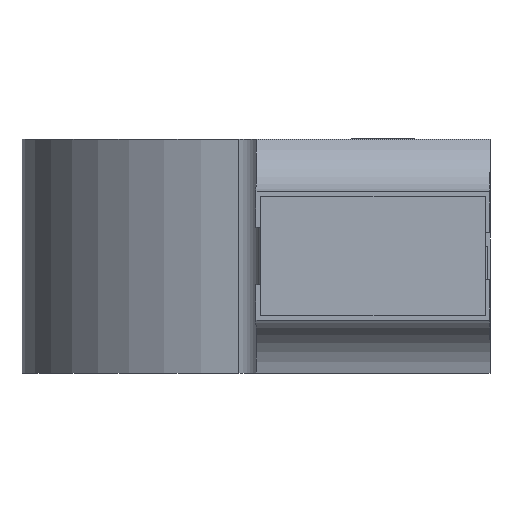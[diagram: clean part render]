
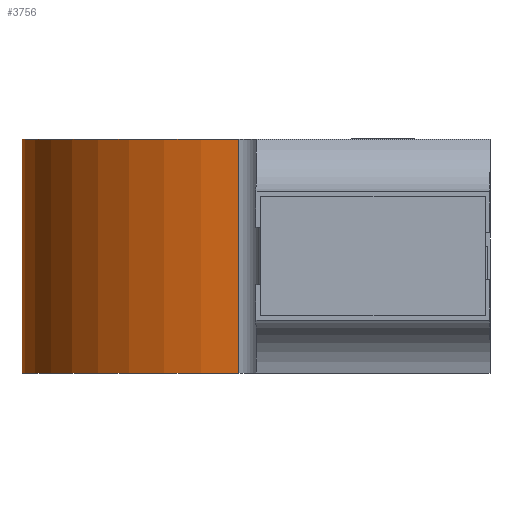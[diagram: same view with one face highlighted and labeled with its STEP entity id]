
A CAD part, left-side view. The second image highlights one B-rep face of the part: STEP entity #3756.
In plain terms, the highlighted cylindrical face has radius 1 mm (diameter 2 mm), a partial arc.
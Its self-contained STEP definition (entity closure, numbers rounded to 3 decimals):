
#853 = AXIS2_PLACEMENT_3D ( 'NONE', #12898, #8051, #12588 ) ;
#894 = CARTESIAN_POINT ( 'NONE',  ( 0.998, 0.573, 1. ) ) ;
#1680 = AXIS2_PLACEMENT_3D ( 'NONE', #12763, #7106, #5103 ) ;
#2782 = CIRCLE ( 'NONE', #853, 1. ) ;
#3756 = ADVANCED_FACE ( 'NONE', ( #12777 ), #3807, .T. ) ;
#3807 = CYLINDRICAL_SURFACE ( 'NONE', #7424, 1. ) ;
#4074 = CIRCLE ( 'NONE', #1680, 1. ) ;
#4389 = CARTESIAN_POINT ( 'NONE',  ( -0.998, 0.573, 1. ) ) ;
#5103 = DIRECTION ( 'NONE',  ( 1., 0., 0. ) ) ;
#5677 = EDGE_CURVE ( 'NONE', #8527, #7456, #2782, .T. ) ;
#5687 = DIRECTION ( 'NONE',  ( 0., 0., 1. ) ) ;
#5858 = EDGE_CURVE ( 'NONE', #10684, #7456, #8052, .T. ) ;
#6231 = DIRECTION ( 'NONE',  ( -1., 0., 0. ) ) ;
#7106 = DIRECTION ( 'NONE',  ( 0., 0., 1. ) ) ;
#7424 = AXIS2_PLACEMENT_3D ( 'NONE', #9717, #13074, #6231 ) ;
#7456 = VERTEX_POINT ( 'NONE', #4389 ) ;
#7462 = CARTESIAN_POINT ( 'NONE',  ( 0.998, 0.573, 0. ) ) ;
#7900 = ORIENTED_EDGE ( 'NONE', *, *, #14639, .T. ) ;
#8051 = DIRECTION ( 'NONE',  ( 0., 0., 1. ) ) ;
#8052 = LINE ( 'NONE', #10079, #12722 ) ;
#8527 = VERTEX_POINT ( 'NONE', #894 ) ;
#8632 = LINE ( 'NONE', #12000, #13556 ) ;
#9660 = EDGE_LOOP ( 'NONE', ( #12081, #14679, #7900, #12378 ) ) ;
#9717 = CARTESIAN_POINT ( 'NONE',  ( 0., 0.5, 1. ) ) ;
#10079 = CARTESIAN_POINT ( 'NONE',  ( -0.998, 0.573, 1. ) ) ;
#10345 = VERTEX_POINT ( 'NONE', #7462 ) ;
#10626 = CARTESIAN_POINT ( 'NONE',  ( -0.998, 0.573, 0. ) ) ;
#10684 = VERTEX_POINT ( 'NONE', #10626 ) ;
#11094 = DIRECTION ( 'NONE',  ( 0., 0., -1. ) ) ;
#12000 = CARTESIAN_POINT ( 'NONE',  ( 0.998, 0.573, 1. ) ) ;
#12081 = ORIENTED_EDGE ( 'NONE', *, *, #5677, .F. ) ;
#12378 = ORIENTED_EDGE ( 'NONE', *, *, #5858, .T. ) ;
#12588 = DIRECTION ( 'NONE',  ( 1., 0., 0. ) ) ;
#12722 = VECTOR ( 'NONE', #5687, 1000. ) ;
#12763 = CARTESIAN_POINT ( 'NONE',  ( 0., 0.5, 0. ) ) ;
#12777 = FACE_OUTER_BOUND ( 'NONE', #9660, .T. ) ;
#12898 = CARTESIAN_POINT ( 'NONE',  ( 0., 0.5, 1. ) ) ;
#13074 = DIRECTION ( 'NONE',  ( 0., 0., -1. ) ) ;
#13556 = VECTOR ( 'NONE', #11094, 1000. ) ;
#14365 = EDGE_CURVE ( 'NONE', #8527, #10345, #8632, .T. ) ;
#14639 = EDGE_CURVE ( 'NONE', #10345, #10684, #4074, .T. ) ;
#14679 = ORIENTED_EDGE ( 'NONE', *, *, #14365, .T. ) ;
